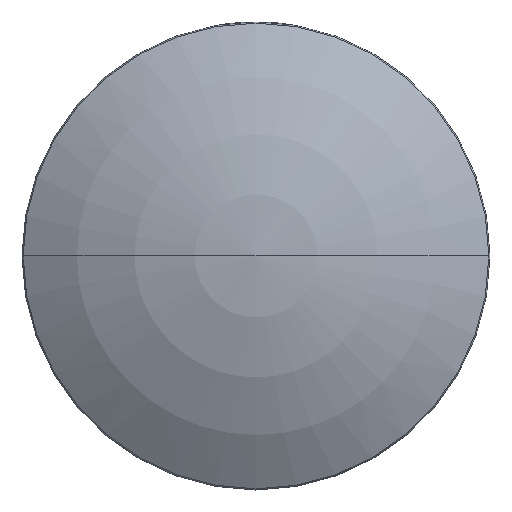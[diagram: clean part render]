
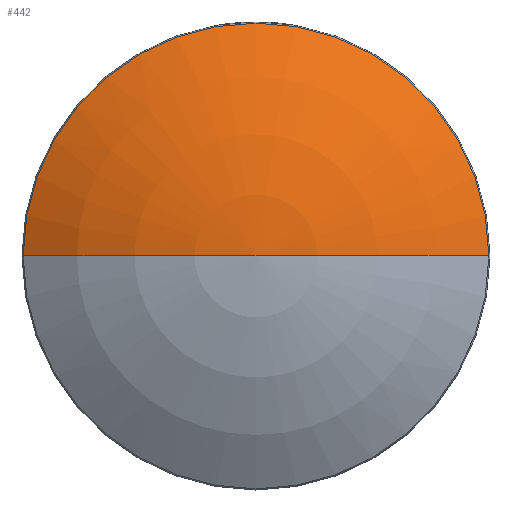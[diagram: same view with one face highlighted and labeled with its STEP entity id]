
A CAD part, top view. The second image highlights one B-rep face of the part: STEP entity #442.
In plain terms, the highlighted toroidal (fillet/blend) face has major radius 0.013 mm and minor radius 46 mm.
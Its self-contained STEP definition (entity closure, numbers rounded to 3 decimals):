
#97 = CARTESIAN_POINT ( 'NONE',  ( 0.013, 0., -40.68 ) ) ;
#128 = DIRECTION ( 'NONE',  ( 0., 0., 1. ) ) ;
#130 = TOROIDAL_SURFACE ( 'NONE', #1490, 0.013, 46. ) ;
#163 = EDGE_CURVE ( 'NONE', #1169, #1424, #991, .T. ) ;
#205 = AXIS2_PLACEMENT_3D ( 'NONE', #1463, #1081, #691 ) ;
#220 = DIRECTION ( 'NONE',  ( 0., -1., 0. ) ) ;
#256 = EDGE_LOOP ( 'NONE', ( #612, #497, #845 ) ) ;
#361 = FACE_OUTER_BOUND ( 'NONE', #256, .T. ) ;
#442 = ADVANCED_FACE ( 'NONE', ( #361 ), #130, .T. ) ;
#467 = CARTESIAN_POINT ( 'NONE',  ( -25.275, 0., -2.238 ) ) ;
#497 = ORIENTED_EDGE ( 'NONE', *, *, #859, .T. ) ;
#603 = CARTESIAN_POINT ( 'NONE',  ( 0., 0., -40.68 ) ) ;
#612 = ORIENTED_EDGE ( 'NONE', *, *, #1479, .T. ) ;
#662 = AXIS2_PLACEMENT_3D ( 'NONE', #97, #220, #1141 ) ;
#691 = DIRECTION ( 'NONE',  ( -1., 0., 0. ) ) ;
#764 = CIRCLE ( 'NONE', #205, 46. ) ;
#816 = CARTESIAN_POINT ( 'NONE',  ( 0., 0., 5.32 ) ) ;
#845 = ORIENTED_EDGE ( 'NONE', *, *, #163, .F. ) ;
#859 = EDGE_CURVE ( 'NONE', #1173, #1424, #764, .T. ) ;
#991 = CIRCLE ( 'NONE', #662, 46. ) ;
#1034 = DIRECTION ( 'NONE',  ( 1., 0., 0. ) ) ;
#1040 = DIRECTION ( 'NONE',  ( 0., 0., 1. ) ) ;
#1077 = DIRECTION ( 'NONE',  ( -1., 0., 0. ) ) ;
#1081 = DIRECTION ( 'NONE',  ( 0., 1., 0. ) ) ;
#1113 = CIRCLE ( 'NONE', #1368, 25.275 ) ;
#1141 = DIRECTION ( 'NONE',  ( 0., 0., -1. ) ) ;
#1169 = VERTEX_POINT ( 'NONE', #1384 ) ;
#1173 = VERTEX_POINT ( 'NONE', #467 ) ;
#1343 = CARTESIAN_POINT ( 'NONE',  ( 0., 0., -2.238 ) ) ;
#1368 = AXIS2_PLACEMENT_3D ( 'NONE', #1343, #128, #1077 ) ;
#1384 = CARTESIAN_POINT ( 'NONE',  ( 25.275, 0., -2.238 ) ) ;
#1424 = VERTEX_POINT ( 'NONE', #816 ) ;
#1463 = CARTESIAN_POINT ( 'NONE',  ( -0.013, 0., -40.68 ) ) ;
#1479 = EDGE_CURVE ( 'NONE', #1169, #1173, #1113, .T. ) ;
#1490 = AXIS2_PLACEMENT_3D ( 'NONE', #603, #1040, #1034 ) ;
